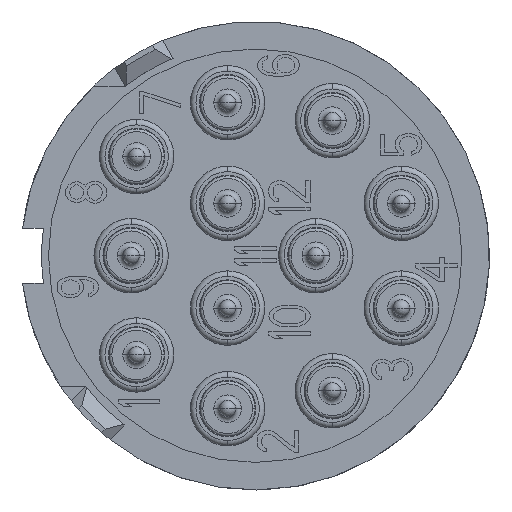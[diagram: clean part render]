
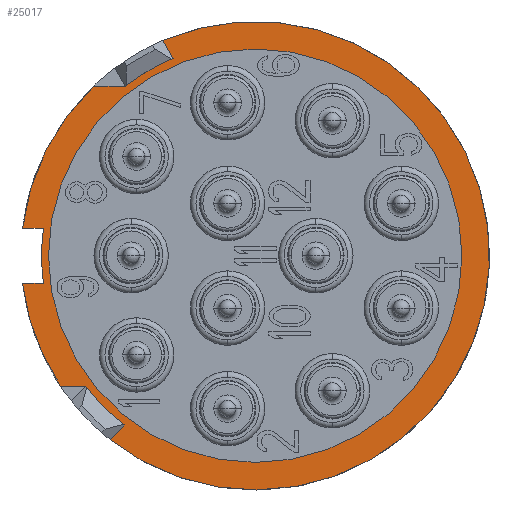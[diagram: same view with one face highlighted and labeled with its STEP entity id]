
A CAD part, front view. The second image highlights one B-rep face of the part: STEP entity #25017.
In plain terms, the highlighted planar face has unit normal (0, -1, 0).
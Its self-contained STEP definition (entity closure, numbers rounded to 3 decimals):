
#1584=DIRECTION('',(-0.707,0.,-0.707));
#1585=VECTOR('',#1584,0.756);
#1586=CARTESIAN_POINT('',(-4.727,-6.9,-6.141));
#1587=LINE('',#1586,#1585);
#1588=CARTESIAN_POINT('',(0.,-6.9,0.));
#1589=DIRECTION('',(0.,1.,0.));
#1590=DIRECTION('',(-0.61,0.,-0.792));
#1591=AXIS2_PLACEMENT_3D('',#1588,#1589,#1590);
#1593=DIRECTION('',(1.,0.,0.));
#1594=VECTOR('',#1593,0.923);
#1595=CARTESIAN_POINT('',(-7.064,-6.9,-4.727));
#1596=LINE('',#1595,#1594);
#1597=DIRECTION('',(-1.,0.,0.));
#1598=VECTOR('',#1597,0.756);
#1599=CARTESIAN_POINT('',(-7.685,-6.9,-1.));
#1600=LINE('',#1599,#1598);
#1601=CARTESIAN_POINT('',(0.,-6.9,0.));
#1602=DIRECTION('',(0.,1.,0.));
#1603=DIRECTION('',(-0.992,0.,-0.129));
#1604=AXIS2_PLACEMENT_3D('',#1601,#1602,#1603);
#1606=DIRECTION('',(1.,0.,0.));
#1607=VECTOR('',#1606,0.756);
#1608=CARTESIAN_POINT('',(-8.441,-6.9,1.));
#1609=LINE('',#1608,#1607);
#1610=DIRECTION('',(-1.,0.,0.));
#1611=VECTOR('',#1610,1.153);
#1612=CARTESIAN_POINT('',(-4.709,-6.9,6.156));
#1613=LINE('',#1612,#1611);
#1614=CARTESIAN_POINT('',(0.,-6.9,0.));
#1615=DIRECTION('',(0.,1.,0.));
#1616=DIRECTION('',(-0.608,0.,0.794));
#1617=AXIS2_PLACEMENT_3D('',#1614,#1615,#1616);
#1619=DIRECTION('',(0.5,0.,-0.866));
#1620=VECTOR('',#1619,0.756);
#1621=CARTESIAN_POINT('',(-3.354,-6.9,7.81));
#1622=LINE('',#1621,#1620);
#1623=CARTESIAN_POINT('',(0.,-6.9,0.));
#1624=DIRECTION('',(0.,-1.,0.));
#1625=DIRECTION('',(1.,0.,0.));
#1626=AXIS2_PLACEMENT_3D('',#1623,#1624,#1625);
#1628=CARTESIAN_POINT('',(0.,-6.9,0.));
#1629=DIRECTION('',(0.,-1.,0.));
#1630=DIRECTION('',(-1.,0.,0.));
#1631=AXIS2_PLACEMENT_3D('',#1628,#1629,#1630);
#1646=CARTESIAN_POINT('',(0.,-6.9,0.));
#1647=DIRECTION('',(0.,-1.,0.));
#1648=DIRECTION('',(-0.619,0.,-0.785));
#1649=AXIS2_PLACEMENT_3D('',#1646,#1647,#1648);
#14636=CARTESIAN_POINT('',(0.,-6.9,0.));
#14637=DIRECTION('',(0.,-1.,0.));
#14638=DIRECTION('',(-0.69,0.,0.724));
#14639=AXIS2_PLACEMENT_3D('',#14636,#14637,#14638);
#14671=CARTESIAN_POINT('',(0.,-6.9,0.));
#14672=DIRECTION('',(0.,-1.,0.));
#14673=DIRECTION('',(-0.993,0.,-0.118));
#14674=AXIS2_PLACEMENT_3D('',#14671,#14672,#14673);
#21618=CARTESIAN_POINT('',(7.5,-6.9,0.));
#21619=CARTESIAN_POINT('',(-7.5,-6.9,0.));
#21620=VERTEX_POINT('',#21618);
#21621=VERTEX_POINT('',#21619);
#21690=CARTESIAN_POINT('',(-4.727,-6.9,-6.141));
#21691=CARTESIAN_POINT('',(-5.262,-6.9,-6.676));
#21692=VERTEX_POINT('',#21690);
#21693=VERTEX_POINT('',#21691);
#21694=CARTESIAN_POINT('',(-7.064,-6.9,-4.727));
#21695=CARTESIAN_POINT('',(-6.141,-6.9,-4.727));
#21696=VERTEX_POINT('',#21694);
#21697=VERTEX_POINT('',#21695);
#21698=CARTESIAN_POINT('',(-7.685,-6.9,-1.));
#21699=CARTESIAN_POINT('',(-8.441,-6.9,-1.));
#21700=VERTEX_POINT('',#21698);
#21701=VERTEX_POINT('',#21699);
#21702=CARTESIAN_POINT('',(-8.441,-6.9,1.));
#21703=CARTESIAN_POINT('',(-7.685,-6.9,1.));
#21704=VERTEX_POINT('',#21702);
#21705=VERTEX_POINT('',#21703);
#21706=CARTESIAN_POINT('',(-4.709,-6.9,6.156));
#21707=CARTESIAN_POINT('',(-2.977,-6.9,7.156));
#21708=VERTEX_POINT('',#21706);
#21709=VERTEX_POINT('',#21707);
#21710=CARTESIAN_POINT('',(-5.862,-6.9,6.156));
#21711=VERTEX_POINT('',#21710);
#21712=CARTESIAN_POINT('',(-3.354,-6.9,7.81));
#21713=VERTEX_POINT('',#21712);
#24982=CARTESIAN_POINT('',(0.,-6.9,0.));
#24983=DIRECTION('',(0.,1.,0.));
#24984=DIRECTION('',(1.,0.,0.));
#24985=AXIS2_PLACEMENT_3D('',#24982,#24983,#24984);
#24986=PLANE('',#24985);
#24988=ORIENTED_EDGE('',*,*,#24987,.F.);
#24990=ORIENTED_EDGE('',*,*,#24989,.T.);
#24992=ORIENTED_EDGE('',*,*,#24991,.F.);
#24994=ORIENTED_EDGE('',*,*,#24993,.F.);
#24996=ORIENTED_EDGE('',*,*,#24995,.F.);
#24998=ORIENTED_EDGE('',*,*,#24997,.T.);
#25000=ORIENTED_EDGE('',*,*,#24999,.F.);
#25002=ORIENTED_EDGE('',*,*,#25001,.F.);
#25004=ORIENTED_EDGE('',*,*,#25003,.F.);
#25006=ORIENTED_EDGE('',*,*,#25005,.T.);
#25008=ORIENTED_EDGE('',*,*,#25007,.F.);
#25010=ORIENTED_EDGE('',*,*,#25009,.F.);
#25011=EDGE_LOOP('',(#24988,#24990,#24992,#24994,#24996,#24998,#25000,#25002,
#25004,#25006,#25008,#25010));
#25012=FACE_OUTER_BOUND('',#25011,.F.);
#25013=ORIENTED_EDGE('',*,*,#24962,.T.);
#25014=ORIENTED_EDGE('',*,*,#24976,.T.);
#25015=EDGE_LOOP('',(#25013,#25014));
#25016=FACE_BOUND('',#25015,.F.);
#1592=CIRCLE('',#1591,7.75);
#1605=CIRCLE('',#1604,7.75);
#1618=CIRCLE('',#1617,7.75);
#1627=CIRCLE('',#1626,7.5);
#1632=CIRCLE('',#1631,7.5);
#1650=CIRCLE('',#1649,8.5);
#14640=CIRCLE('',#14639,8.5);
#14675=CIRCLE('',#14674,8.5);
#24962=EDGE_CURVE('',#21620,#21621,#1627,.T.);
#24976=EDGE_CURVE('',#21621,#21620,#1632,.T.);
#24987=EDGE_CURVE('',#21692,#21693,#1587,.T.);
#24989=EDGE_CURVE('',#21692,#21697,#1592,.T.);
#24991=EDGE_CURVE('',#21696,#21697,#1596,.T.);
#24993=EDGE_CURVE('',#21701,#21696,#14675,.T.);
#24995=EDGE_CURVE('',#21700,#21701,#1600,.T.);
#24997=EDGE_CURVE('',#21700,#21705,#1605,.T.);
#24999=EDGE_CURVE('',#21704,#21705,#1609,.T.);
#25001=EDGE_CURVE('',#21711,#21704,#14640,.T.);
#25003=EDGE_CURVE('',#21708,#21711,#1613,.T.);
#25005=EDGE_CURVE('',#21708,#21709,#1618,.T.);
#25007=EDGE_CURVE('',#21713,#21709,#1622,.T.);
#25009=EDGE_CURVE('',#21693,#21713,#1650,.T.);
#25017=ADVANCED_FACE('',(#25012,#25016),#24986,.F.);
